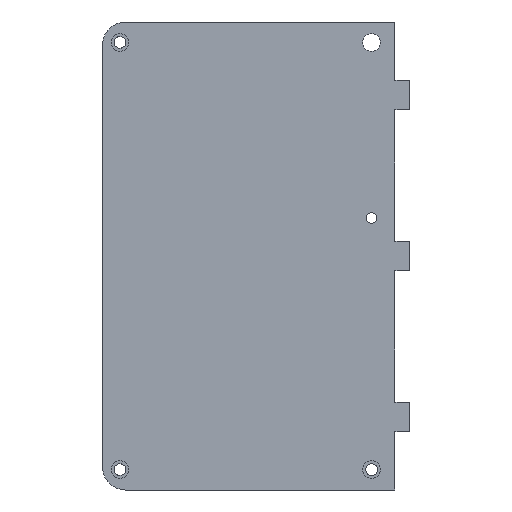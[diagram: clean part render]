
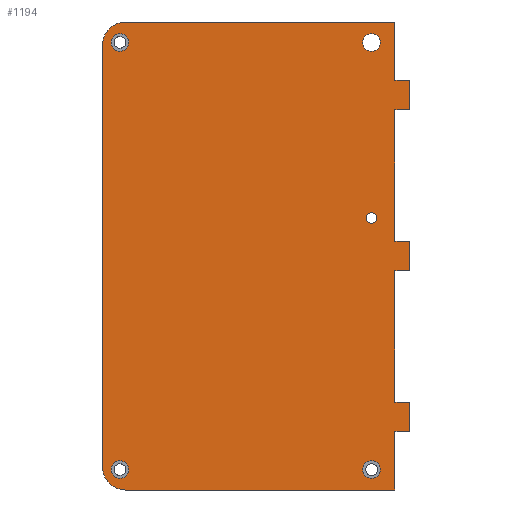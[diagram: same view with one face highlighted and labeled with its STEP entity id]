
A CAD part, front view. The second image highlights one B-rep face of the part: STEP entity #1194.
In plain terms, the highlighted planar face has unit normal (0, -1, 0).
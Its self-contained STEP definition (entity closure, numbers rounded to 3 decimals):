
#146=CARTESIAN_POINT('',(-93.,5.,33.));
#147=DIRECTION('',(0.,1.,0.));
#148=DIRECTION('',(1.,0.,0.));
#149=AXIS2_PLACEMENT_3D('',#146,#147,#148);
#151=CARTESIAN_POINT('',(-93.,5.,33.));
#152=DIRECTION('',(0.,1.,0.));
#153=DIRECTION('',(-1.,0.,0.));
#154=AXIS2_PLACEMENT_3D('',#151,#152,#153);
#156=CARTESIAN_POINT('',(-177.,5.,-52.));
#157=DIRECTION('',(0.,-1.,0.));
#158=DIRECTION('',(-1.,0.,0.));
#159=AXIS2_PLACEMENT_3D('',#156,#157,#158);
#161=DIRECTION('',(0.,0.,1.));
#162=VECTOR('',#161,144.);
#163=CARTESIAN_POINT('',(-185.,5.,-52.));
#164=LINE('',#163,#162);
#165=CARTESIAN_POINT('',(-177.,5.,92.));
#166=DIRECTION('',(0.,-1.,0.));
#167=DIRECTION('',(0.,0.,1.));
#168=AXIS2_PLACEMENT_3D('',#165,#166,#167);
#170=DIRECTION('',(1.,0.,0.));
#171=VECTOR('',#170,92.);
#172=CARTESIAN_POINT('',(-177.,5.,100.));
#173=LINE('',#172,#171);
#174=DIRECTION('',(0.,0.,-1.));
#175=VECTOR('',#174,20.);
#176=CARTESIAN_POINT('',(-85.,5.,100.));
#177=LINE('',#176,#175);
#178=DIRECTION('',(1.,0.,0.));
#179=VECTOR('',#178,5.);
#180=CARTESIAN_POINT('',(-85.,5.,80.));
#181=LINE('',#180,#179);
#182=DIRECTION('',(0.,0.,-1.));
#183=VECTOR('',#182,45.);
#184=CARTESIAN_POINT('',(-85.,5.,70.));
#185=LINE('',#184,#183);
#186=DIRECTION('',(1.,0.,0.));
#187=VECTOR('',#186,5.);
#188=CARTESIAN_POINT('',(-85.,5.,25.));
#189=LINE('',#188,#187);
#190=DIRECTION('',(0.,0.,-1.));
#191=VECTOR('',#190,10.);
#192=CARTESIAN_POINT('',(-80.,5.,25.));
#193=LINE('',#192,#191);
#194=DIRECTION('',(0.,0.,-1.));
#195=VECTOR('',#194,45.);
#196=CARTESIAN_POINT('',(-85.,5.,15.));
#197=LINE('',#196,#195);
#198=DIRECTION('',(1.,0.,0.));
#199=VECTOR('',#198,5.);
#200=CARTESIAN_POINT('',(-85.,5.,-30.));
#201=LINE('',#200,#199);
#202=DIRECTION('',(0.,0.,-1.));
#203=VECTOR('',#202,20.);
#204=CARTESIAN_POINT('',(-85.,5.,-40.));
#205=LINE('',#204,#203);
#206=DIRECTION('',(-1.,0.,0.));
#207=VECTOR('',#206,92.);
#208=CARTESIAN_POINT('',(-85.,5.,-60.));
#209=LINE('',#208,#207);
#210=CARTESIAN_POINT('',(-179.,5.,-53.));
#211=DIRECTION('',(0.,-1.,0.));
#212=DIRECTION('',(-1.,0.,0.));
#213=AXIS2_PLACEMENT_3D('',#210,#211,#212);
#215=CARTESIAN_POINT('',(-179.,5.,-53.));
#216=DIRECTION('',(0.,-1.,0.));
#217=DIRECTION('',(1.,0.,0.));
#218=AXIS2_PLACEMENT_3D('',#215,#216,#217);
#220=CARTESIAN_POINT('',(-93.,5.,-53.));
#221=DIRECTION('',(0.,-1.,0.));
#222=DIRECTION('',(-1.,0.,0.));
#223=AXIS2_PLACEMENT_3D('',#220,#221,#222);
#225=CARTESIAN_POINT('',(-93.,5.,-53.));
#226=DIRECTION('',(0.,-1.,0.));
#227=DIRECTION('',(1.,0.,0.));
#228=AXIS2_PLACEMENT_3D('',#225,#226,#227);
#230=CARTESIAN_POINT('',(-179.,5.,93.));
#231=DIRECTION('',(0.,-1.,0.));
#232=DIRECTION('',(-1.,0.,0.));
#233=AXIS2_PLACEMENT_3D('',#230,#231,#232);
#235=CARTESIAN_POINT('',(-179.,5.,93.));
#236=DIRECTION('',(0.,-1.,0.));
#237=DIRECTION('',(1.,0.,0.));
#238=AXIS2_PLACEMENT_3D('',#235,#236,#237);
#240=CARTESIAN_POINT('',(-93.,5.,93.));
#241=DIRECTION('',(0.,-1.,0.));
#242=DIRECTION('',(-1.,0.,0.));
#243=AXIS2_PLACEMENT_3D('',#240,#241,#242);
#245=CARTESIAN_POINT('',(-93.,5.,93.));
#246=DIRECTION('',(0.,-1.,0.));
#247=DIRECTION('',(1.,0.,0.));
#248=AXIS2_PLACEMENT_3D('',#245,#246,#247);
#274=DIRECTION('',(0.,0.,-1.));
#275=VECTOR('',#274,10.);
#276=CARTESIAN_POINT('',(-80.,5.,80.));
#277=LINE('',#276,#275);
#302=DIRECTION('',(0.,0.,-1.));
#303=VECTOR('',#302,10.);
#304=CARTESIAN_POINT('',(-80.,5.,-30.));
#305=LINE('',#304,#303);
#314=DIRECTION('',(1.,0.,0.));
#315=VECTOR('',#314,5.);
#316=CARTESIAN_POINT('',(-85.,5.,70.));
#317=LINE('',#316,#315);
#322=DIRECTION('',(1.,0.,0.));
#323=VECTOR('',#322,5.);
#324=CARTESIAN_POINT('',(-85.,5.,15.));
#325=LINE('',#324,#323);
#334=DIRECTION('',(1.,0.,0.));
#335=VECTOR('',#334,5.);
#336=CARTESIAN_POINT('',(-85.,5.,-40.));
#337=LINE('',#336,#335);
#697=CARTESIAN_POINT('',(-80.,5.,-30.));
#698=CARTESIAN_POINT('',(-80.,5.,-40.));
#699=VERTEX_POINT('',#697);
#700=VERTEX_POINT('',#698);
#701=CARTESIAN_POINT('',(-80.,5.,80.));
#702=CARTESIAN_POINT('',(-80.,5.,70.));
#703=VERTEX_POINT('',#701);
#704=VERTEX_POINT('',#702);
#705=CARTESIAN_POINT('',(-85.,5.,100.));
#706=CARTESIAN_POINT('',(-85.,5.,80.));
#707=VERTEX_POINT('',#705);
#708=VERTEX_POINT('',#706);
#709=CARTESIAN_POINT('',(-85.,5.,70.));
#710=CARTESIAN_POINT('',(-85.,5.,25.));
#711=VERTEX_POINT('',#709);
#712=VERTEX_POINT('',#710);
#713=CARTESIAN_POINT('',(-85.,5.,15.));
#714=CARTESIAN_POINT('',(-85.,5.,-30.));
#715=VERTEX_POINT('',#713);
#716=VERTEX_POINT('',#714);
#717=CARTESIAN_POINT('',(-85.,5.,-40.));
#718=CARTESIAN_POINT('',(-85.,5.,-60.));
#719=VERTEX_POINT('',#717);
#720=VERTEX_POINT('',#718);
#721=CARTESIAN_POINT('',(-80.,5.,15.));
#722=VERTEX_POINT('',#721);
#723=CARTESIAN_POINT('',(-80.,5.,25.));
#724=VERTEX_POINT('',#723);
#725=CARTESIAN_POINT('',(-91.2,5.,33.));
#726=CARTESIAN_POINT('',(-94.8,5.,33.));
#727=VERTEX_POINT('',#725);
#728=VERTEX_POINT('',#726);
#729=CARTESIAN_POINT('',(-185.,5.,-52.));
#730=CARTESIAN_POINT('',(-177.,5.,-60.));
#731=VERTEX_POINT('',#729);
#732=VERTEX_POINT('',#730);
#733=CARTESIAN_POINT('',(-177.,5.,100.));
#734=CARTESIAN_POINT('',(-185.,5.,92.));
#735=VERTEX_POINT('',#733);
#736=VERTEX_POINT('',#734);
#881=CARTESIAN_POINT('',(-182.,5.,-53.));
#882=CARTESIAN_POINT('',(-176.,5.,-53.));
#883=VERTEX_POINT('',#881);
#884=VERTEX_POINT('',#882);
#885=CARTESIAN_POINT('',(-96.,5.,-53.));
#886=CARTESIAN_POINT('',(-90.,5.,-53.));
#887=VERTEX_POINT('',#885);
#888=VERTEX_POINT('',#886);
#889=CARTESIAN_POINT('',(-182.,5.,93.));
#890=CARTESIAN_POINT('',(-176.,5.,93.));
#891=VERTEX_POINT('',#889);
#892=VERTEX_POINT('',#890);
#893=CARTESIAN_POINT('',(-96.,5.,93.));
#894=CARTESIAN_POINT('',(-90.,5.,93.));
#895=VERTEX_POINT('',#893);
#896=VERTEX_POINT('',#894);
#1132=CARTESIAN_POINT('',(0.,5.,0.));
#1133=DIRECTION('',(0.,-1.,0.));
#1134=DIRECTION('',(-1.,0.,0.));
#1135=AXIS2_PLACEMENT_3D('',#1132,#1133,#1134);
#1136=PLANE('',#1135);
#1137=ORIENTED_EDGE('',*,*,#969,.F.);
#1138=ORIENTED_EDGE('',*,*,#954,.T.);
#1139=ORIENTED_EDGE('',*,*,#939,.F.);
#1140=ORIENTED_EDGE('',*,*,#924,.T.);
#1141=ORIENTED_EDGE('',*,*,#1025,.T.);
#1143=ORIENTED_EDGE('',*,*,#1142,.T.);
#1145=ORIENTED_EDGE('',*,*,#1144,.T.);
#1147=ORIENTED_EDGE('',*,*,#1146,.F.);
#1148=ORIENTED_EDGE('',*,*,#1017,.T.);
#1150=ORIENTED_EDGE('',*,*,#1149,.T.);
#1152=ORIENTED_EDGE('',*,*,#1151,.T.);
#1154=ORIENTED_EDGE('',*,*,#1153,.F.);
#1155=ORIENTED_EDGE('',*,*,#1009,.T.);
#1157=ORIENTED_EDGE('',*,*,#1156,.T.);
#1159=ORIENTED_EDGE('',*,*,#1158,.T.);
#1161=ORIENTED_EDGE('',*,*,#1160,.F.);
#1162=ORIENTED_EDGE('',*,*,#1001,.T.);
#1163=ORIENTED_EDGE('',*,*,#984,.T.);
#1164=EDGE_LOOP('',(#1137,#1138,#1139,#1140,#1141,#1143,#1145,#1147,#1148,#1150,
#1152,#1154,#1155,#1157,#1159,#1161,#1162,#1163));
#1165=FACE_OUTER_BOUND('',#1164,.F.);
#1166=ORIENTED_EDGE('',*,*,#1112,.F.);
#1167=ORIENTED_EDGE('',*,*,#1126,.F.);
#1168=EDGE_LOOP('',(#1166,#1167));
#1169=FACE_BOUND('',#1168,.F.);
#1171=ORIENTED_EDGE('',*,*,#1170,.T.);
#1173=ORIENTED_EDGE('',*,*,#1172,.T.);
#1174=EDGE_LOOP('',(#1171,#1173));
#1175=FACE_BOUND('',#1174,.F.);
#1177=ORIENTED_EDGE('',*,*,#1176,.T.);
#1179=ORIENTED_EDGE('',*,*,#1178,.T.);
#1180=EDGE_LOOP('',(#1177,#1179));
#1181=FACE_BOUND('',#1180,.F.);
#1183=ORIENTED_EDGE('',*,*,#1182,.T.);
#1185=ORIENTED_EDGE('',*,*,#1184,.T.);
#1186=EDGE_LOOP('',(#1183,#1185));
#1187=FACE_BOUND('',#1186,.F.);
#1189=ORIENTED_EDGE('',*,*,#1188,.T.);
#1191=ORIENTED_EDGE('',*,*,#1190,.T.);
#1192=EDGE_LOOP('',(#1189,#1191));
#1193=FACE_BOUND('',#1192,.F.);
#1194=ADVANCED_FACE('',(#1165,#1169,#1175,#1181,#1187,#1193),#1136,.T.);
#150=CIRCLE('',#149,1.8);
#155=CIRCLE('',#154,1.8);
#160=CIRCLE('',#159,8.);
#169=CIRCLE('',#168,8.);
#214=CIRCLE('',#213,3.);
#219=CIRCLE('',#218,3.);
#224=CIRCLE('',#223,3.);
#229=CIRCLE('',#228,3.);
#234=CIRCLE('',#233,3.);
#239=CIRCLE('',#238,3.);
#244=CIRCLE('',#243,3.);
#249=CIRCLE('',#248,3.);
#924=EDGE_CURVE('',#735,#707,#173,.T.);
#939=EDGE_CURVE('',#735,#736,#169,.T.);
#954=EDGE_CURVE('',#731,#736,#164,.T.);
#969=EDGE_CURVE('',#731,#732,#160,.T.);
#984=EDGE_CURVE('',#720,#732,#209,.T.);
#1001=EDGE_CURVE('',#719,#720,#205,.T.);
#1009=EDGE_CURVE('',#715,#716,#197,.T.);
#1017=EDGE_CURVE('',#711,#712,#185,.T.);
#1025=EDGE_CURVE('',#707,#708,#177,.T.);
#1112=EDGE_CURVE('',#727,#728,#150,.T.);
#1126=EDGE_CURVE('',#728,#727,#155,.T.);
#1142=EDGE_CURVE('',#708,#703,#181,.T.);
#1144=EDGE_CURVE('',#703,#704,#277,.T.);
#1146=EDGE_CURVE('',#711,#704,#317,.T.);
#1149=EDGE_CURVE('',#712,#724,#189,.T.);
#1151=EDGE_CURVE('',#724,#722,#193,.T.);
#1153=EDGE_CURVE('',#715,#722,#325,.T.);
#1156=EDGE_CURVE('',#716,#699,#201,.T.);
#1158=EDGE_CURVE('',#699,#700,#305,.T.);
#1160=EDGE_CURVE('',#719,#700,#337,.T.);
#1170=EDGE_CURVE('',#883,#884,#214,.T.);
#1172=EDGE_CURVE('',#884,#883,#219,.T.);
#1176=EDGE_CURVE('',#887,#888,#224,.T.);
#1178=EDGE_CURVE('',#888,#887,#229,.T.);
#1182=EDGE_CURVE('',#891,#892,#234,.T.);
#1184=EDGE_CURVE('',#892,#891,#239,.T.);
#1188=EDGE_CURVE('',#895,#896,#244,.T.);
#1190=EDGE_CURVE('',#896,#895,#249,.T.);
